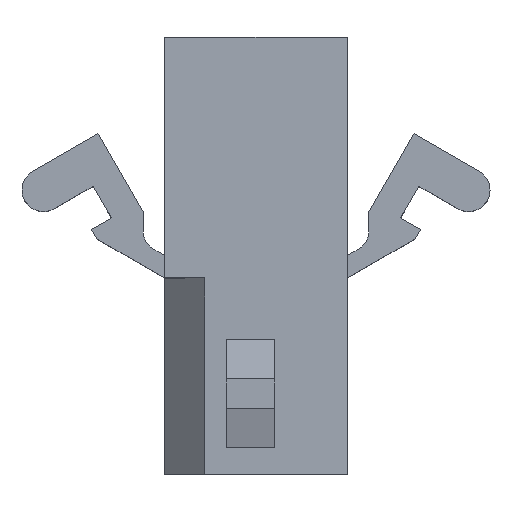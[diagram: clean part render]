
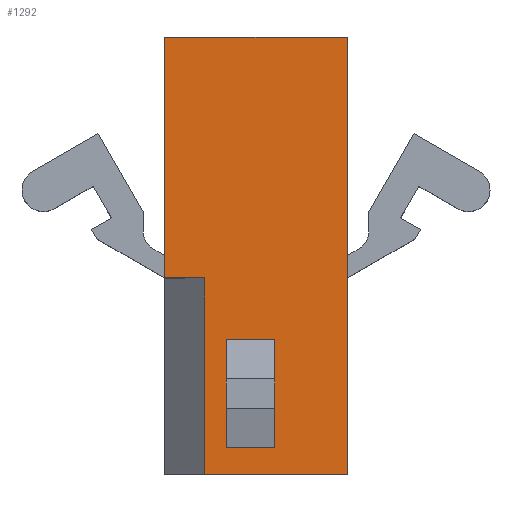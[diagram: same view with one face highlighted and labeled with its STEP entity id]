
A CAD part, top view. The second image highlights one B-rep face of the part: STEP entity #1292.
In plain terms, the highlighted planar face has unit normal (0, 0, 1).
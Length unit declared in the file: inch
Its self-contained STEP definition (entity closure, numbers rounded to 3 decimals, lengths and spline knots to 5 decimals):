
#293=DIRECTION('',(1.,0.,0.));
#294=VECTOR('',#293,0.075);
#295=CARTESIAN_POINT('',(-0.17,-0.041,0.097));
#296=LINE('',#295,#294);
#297=DIRECTION('',(0.,-1.,0.));
#298=VECTOR('',#297,0.447);
#299=CARTESIAN_POINT('',(-0.17,0.406,0.097));
#300=LINE('',#299,#298);
#301=DIRECTION('',(-1.,0.,0.));
#302=VECTOR('',#301,0.34);
#303=CARTESIAN_POINT('',(0.17,0.406,0.097));
#304=LINE('',#303,#302);
#305=DIRECTION('',(0.,1.,0.));
#306=VECTOR('',#305,0.812);
#307=CARTESIAN_POINT('',(0.17,-0.406,0.097));
#308=LINE('',#307,#306);
#309=DIRECTION('',(1.,0.,0.));
#310=VECTOR('',#309,0.265);
#311=CARTESIAN_POINT('',(-0.095,-0.406,0.097));
#312=LINE('',#311,#310);
#313=DIRECTION('',(0.,1.,0.));
#314=VECTOR('',#313,0.365);
#315=CARTESIAN_POINT('',(-0.095,-0.406,0.097));
#316=LINE('',#315,#314);
#317=DIRECTION('',(0.,1.,0.));
#318=VECTOR('',#317,0.2);
#319=CARTESIAN_POINT('',(-0.055,-0.356,0.097));
#320=LINE('',#319,#318);
#321=DIRECTION('',(1.,0.,0.));
#322=VECTOR('',#321,0.09);
#323=CARTESIAN_POINT('',(-0.055,-0.356,0.097));
#324=LINE('',#323,#322);
#325=DIRECTION('',(0.,1.,0.));
#326=VECTOR('',#325,0.2);
#327=CARTESIAN_POINT('',(0.035,-0.356,0.097));
#328=LINE('',#327,#326);
#329=DIRECTION('',(1.,0.,0.));
#330=VECTOR('',#329,0.09);
#331=CARTESIAN_POINT('',(-0.055,-0.156,0.097));
#332=LINE('',#331,#330);
#755=CARTESIAN_POINT('',(0.17,-0.406,0.097));
#756=CARTESIAN_POINT('',(0.17,0.406,0.097));
#757=VERTEX_POINT('',#755);
#758=VERTEX_POINT('',#756);
#759=CARTESIAN_POINT('',(-0.17,0.406,0.097));
#760=VERTEX_POINT('',#759);
#767=CARTESIAN_POINT('',(-0.17,-0.041,0.097));
#768=CARTESIAN_POINT('',(-0.095,-0.041,0.097));
#769=VERTEX_POINT('',#767);
#770=VERTEX_POINT('',#768);
#771=CARTESIAN_POINT('',(-0.095,-0.406,0.097));
#772=VERTEX_POINT('',#771);
#801=CARTESIAN_POINT('',(-0.055,-0.356,0.097));
#802=CARTESIAN_POINT('',(-0.055,-0.156,0.097));
#803=VERTEX_POINT('',#801);
#804=VERTEX_POINT('',#802);
#805=CARTESIAN_POINT('',(0.035,-0.356,0.097));
#806=CARTESIAN_POINT('',(0.035,-0.156,0.097));
#807=VERTEX_POINT('',#805);
#808=VERTEX_POINT('',#806);
#1269=CARTESIAN_POINT('',(0.,0.,0.097));
#1270=DIRECTION('',(0.,0.,1.));
#1271=DIRECTION('',(1.,0.,0.));
#1272=AXIS2_PLACEMENT_3D('',#1269,#1270,#1271);
#1273=PLANE('',#1272);
#1274=ORIENTED_EDGE('',*,*,#1039,.F.);
#1275=ORIENTED_EDGE('',*,*,#1137,.F.);
#1276=ORIENTED_EDGE('',*,*,#1170,.F.);
#1277=ORIENTED_EDGE('',*,*,#1212,.F.);
#1278=ORIENTED_EDGE('',*,*,#1234,.F.);
#1279=ORIENTED_EDGE('',*,*,#1263,.T.);
#1280=EDGE_LOOP('',(#1274,#1275,#1276,#1277,#1278,#1279));
#1281=FACE_OUTER_BOUND('',#1280,.F.);
#1283=ORIENTED_EDGE('',*,*,#1282,.F.);
#1285=ORIENTED_EDGE('',*,*,#1284,.T.);
#1287=ORIENTED_EDGE('',*,*,#1286,.T.);
#1289=ORIENTED_EDGE('',*,*,#1288,.F.);
#1290=EDGE_LOOP('',(#1283,#1285,#1287,#1289));
#1291=FACE_BOUND('',#1290,.F.);
#1292=ADVANCED_FACE('',(#1281,#1291),#1273,.T.);
#1039=EDGE_CURVE('',#769,#770,#296,.T.);
#1137=EDGE_CURVE('',#760,#769,#300,.T.);
#1170=EDGE_CURVE('',#758,#760,#304,.T.);
#1212=EDGE_CURVE('',#757,#758,#308,.T.);
#1234=EDGE_CURVE('',#772,#757,#312,.T.);
#1263=EDGE_CURVE('',#772,#770,#316,.T.);
#1282=EDGE_CURVE('',#803,#804,#320,.T.);
#1284=EDGE_CURVE('',#803,#807,#324,.T.);
#1286=EDGE_CURVE('',#807,#808,#328,.T.);
#1288=EDGE_CURVE('',#804,#808,#332,.T.);
